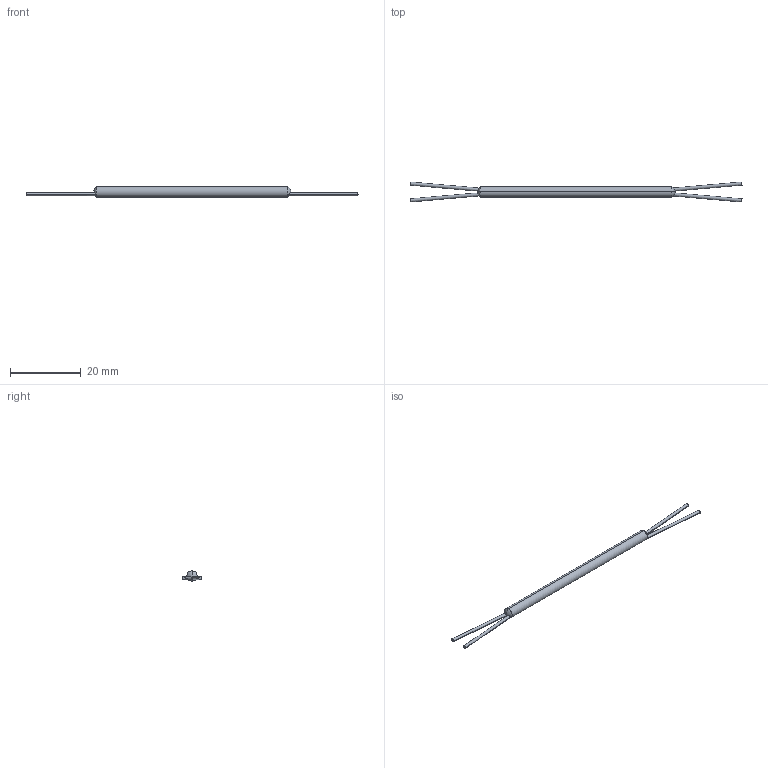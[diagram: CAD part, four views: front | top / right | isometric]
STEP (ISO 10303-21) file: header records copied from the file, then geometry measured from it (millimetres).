
FILE_DESCRIPTION (( 'STEP AP214' ), '1' );
FILE_NAME ('PPMF-225031-12N_3D.STEP', '2022-08-04T18:35:05', ( '' ), ( '' ), 'SwSTEP 2.0', 'SolidWorks 2021', '' );
FILE_SCHEMA (( 'AUTOMOTIVE_DESIGN' ));
Length unit declared in the file: millimetre
Products named in the file (1): PPMF-225031-12N_3D
Bounding box: 93.82 x 5.64 x 3 mm (x, y, z)
Volume: 437.7 mm3; surface area: 747.2 mm2
Topology: 1 solids, 1 shells, 18 faces, 38 edges, 22 vertices
Faces by surface type: cylinder 10, plane 4, torus 4
Entity records: 781 total; most frequent: CARTESIAN_POINT 358, DIRECTION 80, ORIENTED_EDGE 68, AXIS2_PLACEMENT_3D 35, EDGE_CURVE 34, EDGE_LOOP 22, VERTEX_POINT 22, FACE_OUTER_BOUND 18
